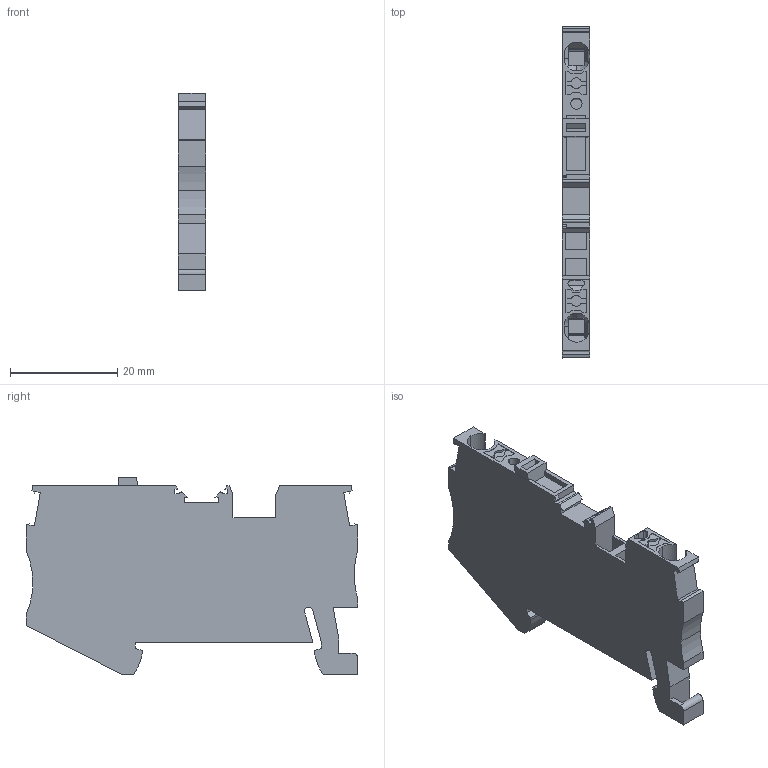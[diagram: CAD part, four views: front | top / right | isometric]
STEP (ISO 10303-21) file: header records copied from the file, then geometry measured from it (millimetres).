
FILE_DESCRIPTION(('STEP AP214'),'1');
FILE_NAME('cctmp_0ED33CF0-48B2-4635-B929-8C8F5D2C404E_2023_07_24_09_05_15_0106..stp','2023-07-24T07:05:15',('SIEMENS A&D'),('CADClick - www.CADClick.com'),'Spatial InterOp 3D postprocessed',' ','unknown authorization');
FILE_SCHEMA(('AUTOMOTIVE_DESIGN'));
Length unit declared in the file: millimetre
Products named in the file (1): 2023_07_24_09_05_15_0101
Bounding box: 5.15 x 61.9 x 36.85 mm (x, y, z)
Volume: 8034.2 mm3; surface area: 5766.7 mm2
Topology: 1 solids, 1 shells, 216 faces, 624 edges, 416 vertices
Faces by surface type: plane 168, cylinder 37, cone 4, torus 4, extrusion 3
Entity records: 9991 total; most frequent: CARTESIAN_POINT 3633, ORIENTED_EDGE 1248, DIRECTION 1085, EDGE_CURVE 624, VECTOR 507, LINE 504, VERTEX_POINT 416, AXIS2_PLACEMENT_3D 289
